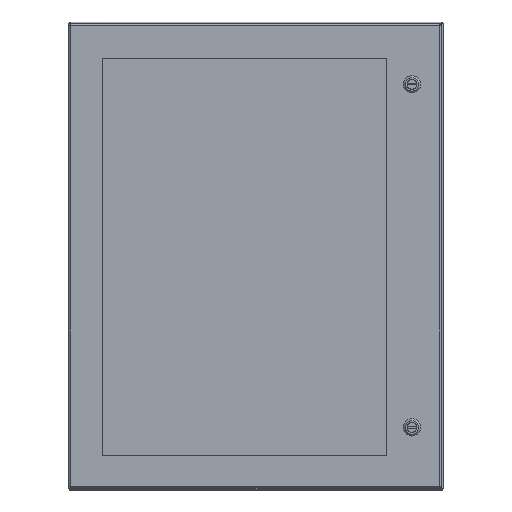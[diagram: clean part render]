
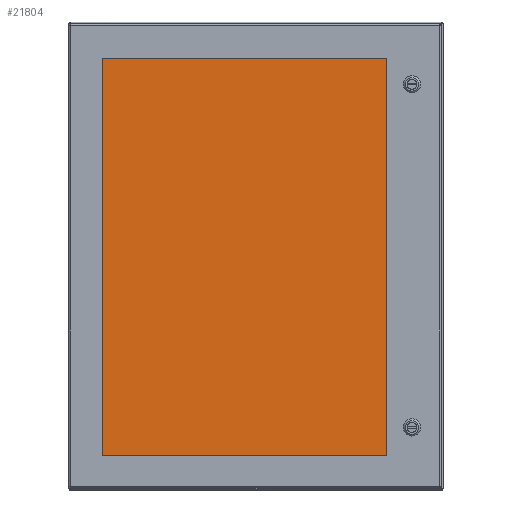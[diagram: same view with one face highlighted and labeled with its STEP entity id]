
A CAD part, top view. The second image highlights one B-rep face of the part: STEP entity #21804.
In plain terms, the highlighted planar face has unit normal (0, 0, 1).
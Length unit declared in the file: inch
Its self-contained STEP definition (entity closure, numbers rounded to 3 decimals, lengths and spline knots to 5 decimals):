
#21662=CARTESIAN_POINT('',(0.0,0.0,0.25));
#21663=VERTEX_POINT('',#21662);
#21664=CARTESIAN_POINT('',(0.,26.5,0.25));
#21665=VERTEX_POINT('',#21664);
#21666=CARTESIAN_POINT('',(0.0,0.0,0.25));
#21667=DIRECTION('',(0.0,1.0,0.0));
#21668=VECTOR('',#21667,26.5);
#21669=LINE('',#21666,#21668);
#21670=EDGE_CURVE('',#21663,#21665,#21669,.T.);
#21702=CARTESIAN_POINT('',(19.25,26.5,0.25));
#21703=VERTEX_POINT('',#21702);
#21704=CARTESIAN_POINT('',(0.,26.5,0.25));
#21705=DIRECTION('',(1.0,0.0,0.0));
#21706=VECTOR('',#21705,19.25);
#21707=LINE('',#21704,#21706);
#21708=EDGE_CURVE('',#21665,#21703,#21707,.T.);
#21733=CARTESIAN_POINT('',(19.25,0.,0.25));
#21734=VERTEX_POINT('',#21733);
#21735=CARTESIAN_POINT('',(19.25,26.5,0.25));
#21736=DIRECTION('',(0.0,-1.0,0.0));
#21737=VECTOR('',#21736,26.5);
#21738=LINE('',#21735,#21737);
#21739=EDGE_CURVE('',#21703,#21734,#21738,.T.);
#21764=CARTESIAN_POINT('',(19.25,0.,0.25));
#21765=DIRECTION('',(-1.0,0.0,0.0));
#21766=VECTOR('',#21765,19.25);
#21767=LINE('',#21764,#21766);
#21768=EDGE_CURVE('',#21734,#21663,#21767,.T.);
#21793=CARTESIAN_POINT('',(9.625,13.25,0.25));
#21794=DIRECTION('',(0.0,0.0,1.0));
#21795=DIRECTION('',(1.0,0.0,0.0));
#21796=AXIS2_PLACEMENT_3D('',#21793,#21794,#21795);
#21797=PLANE('',#21796);
#21798=ORIENTED_EDGE('',*,*,#21670,.F.);
#21799=ORIENTED_EDGE('',*,*,#21768,.F.);
#21800=ORIENTED_EDGE('',*,*,#21739,.F.);
#21801=ORIENTED_EDGE('',*,*,#21708,.F.);
#21802=EDGE_LOOP('',(#21798,#21799,#21800,#21801));
#21803=FACE_OUTER_BOUND('',#21802,.T.);
#21804=ADVANCED_FACE('',(#21803),#21797,.T.);
